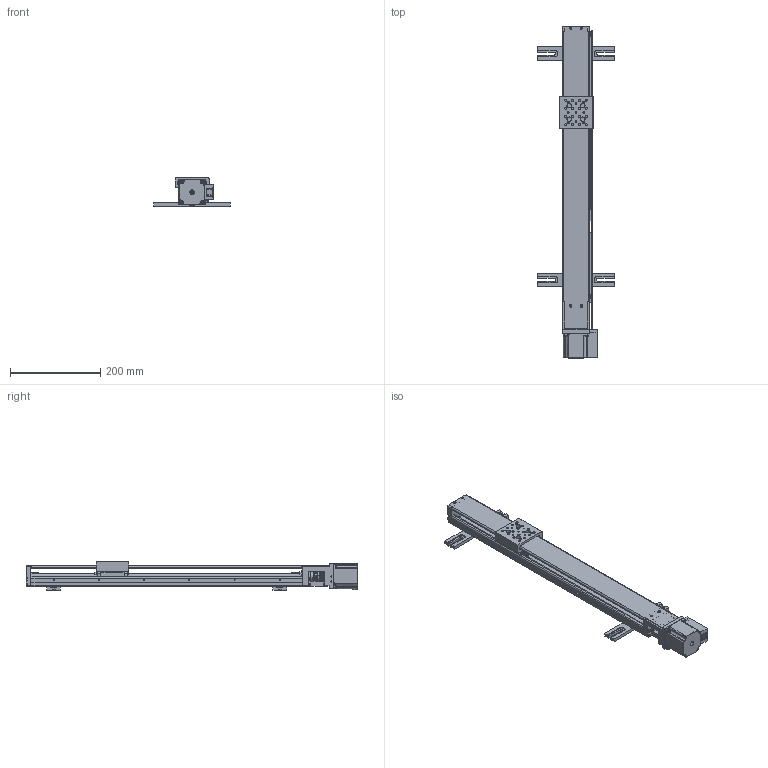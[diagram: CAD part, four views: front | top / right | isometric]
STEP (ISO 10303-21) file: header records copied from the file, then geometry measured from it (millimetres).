
FILE_DESCRIPTION(/* description */ (''),/* implementation_level */ '2;1');
FILE_NAME(/* name */ 'Untitled',/* time_stamp */ '2025-09-04T09:24:36+03:00',/* author */ (''),/* organization */ (''),/* preprocessor_version */ 'ST-DEVELOPER v16.5',/* originating_system */ 'Rhino 7.34',/* authorisation */ '');
FILE_SCHEMA (('AUTOMOTIVE_DESIGN'));
Products named in the file (1): Document
Bounding box: 170 x 733.9 x 63 mm (x, y, z)
Volume: 1105792.8 mm3; surface area: 388330.9 mm2
Topology: 1 solids, 1 shells, 2511 faces, 6726 edges, 4237 vertices
Faces by surface type: plane 1054, cylinder 806, bspline 651
Entity records: 107715 total; most frequent: CARTESIAN_POINT 65725, ORIENTED_EDGE 13260, EDGE_CURVE 6630, VERTEX_POINT 4237, B_SPLINE_CURVE_WITH_KNOTS 3789, EDGE_LOOP 2809, ADVANCED_FACE 2511, FACE_OUTER_BOUND 2511
